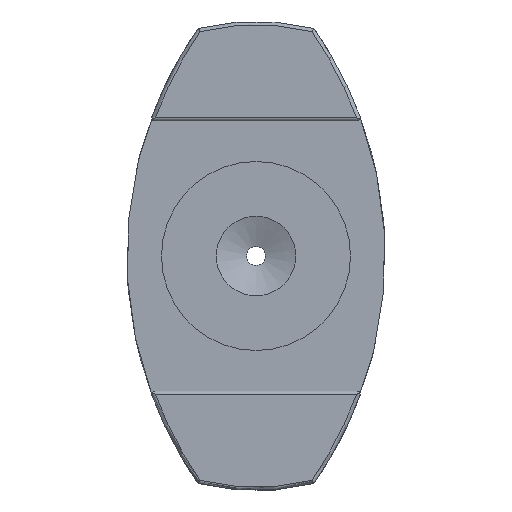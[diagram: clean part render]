
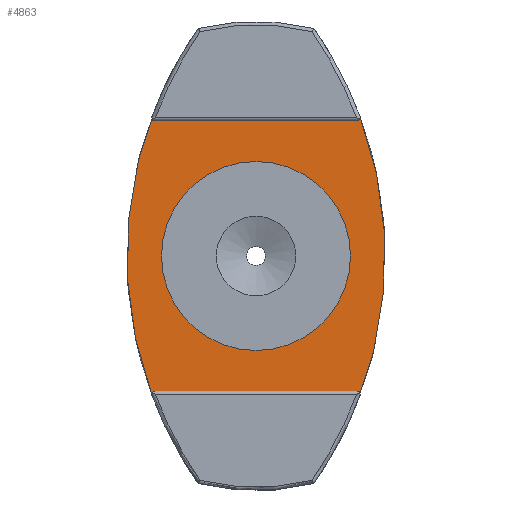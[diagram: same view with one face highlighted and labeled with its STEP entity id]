
A CAD part, left-side view. The second image highlights one B-rep face of the part: STEP entity #4863.
In plain terms, the highlighted planar face has unit normal (-1, 0, 0).
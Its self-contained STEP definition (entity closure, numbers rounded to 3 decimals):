
#431=LINE('',#7491,#887);
#439=LINE('',#7508,#895);
#441=LINE('',#7512,#897);
#449=LINE('',#7529,#905);
#887=VECTOR('',#5853,1000.);
#895=VECTOR('',#5863,1000.);
#897=VECTOR('',#5867,1000.);
#905=VECTOR('',#5877,1000.);
#1468=ORIENTED_EDGE('',*,*,#2927,.T.);
#1469=ORIENTED_EDGE('',*,*,#2912,.F.);
#1470=ORIENTED_EDGE('',*,*,#2928,.T.);
#1471=ORIENTED_EDGE('',*,*,#2860,.F.);
#1472=ORIENTED_EDGE('',*,*,#2929,.T.);
#1473=ORIENTED_EDGE('',*,*,#2904,.F.);
#1474=ORIENTED_EDGE('',*,*,#2930,.F.);
#1475=ORIENTED_EDGE('',*,*,#2922,.F.);
#1476=ORIENTED_EDGE('',*,*,#2931,.T.);
#1477=ORIENTED_EDGE('',*,*,#2870,.F.);
#1478=ORIENTED_EDGE('',*,*,#2932,.T.);
#1479=ORIENTED_EDGE('',*,*,#2914,.F.);
#1480=ORIENTED_EDGE('',*,*,#2933,.F.);
#2860=EDGE_CURVE('',#3597,#3598,#3902,.T.);
#2870=EDGE_CURVE('',#3607,#3608,#3906,.T.);
#2904=EDGE_CURVE('',#3637,#3638,#431,.T.);
#2912=EDGE_CURVE('',#3644,#3645,#439,.T.);
#2914=EDGE_CURVE('',#3646,#3647,#441,.T.);
#2922=EDGE_CURVE('',#3653,#3654,#449,.T.);
#2927=EDGE_CURVE('',#3656,#3656,#3932,.T.);
#2928=EDGE_CURVE('',#3644,#3598,#3933,.T.);
#2929=EDGE_CURVE('',#3597,#3638,#3934,.T.);
#2930=EDGE_CURVE('',#3654,#3637,#3935,.T.);
#2931=EDGE_CURVE('',#3653,#3608,#3936,.T.);
#2932=EDGE_CURVE('',#3607,#3647,#3937,.T.);
#2933=EDGE_CURVE('',#3645,#3646,#3938,.T.);
#3597=VERTEX_POINT('',#7392);
#3598=VERTEX_POINT('',#7394);
#3607=VERTEX_POINT('',#7413);
#3608=VERTEX_POINT('',#7415);
#3637=VERTEX_POINT('',#7492);
#3638=VERTEX_POINT('',#7493);
#3644=VERTEX_POINT('',#7507);
#3645=VERTEX_POINT('',#7509);
#3646=VERTEX_POINT('',#7513);
#3647=VERTEX_POINT('',#7514);
#3653=VERTEX_POINT('',#7528);
#3654=VERTEX_POINT('',#7530);
#3656=VERTEX_POINT('',#7539);
#3902=CIRCLE('',#5174,34.);
#3906=CIRCLE('',#5180,34.);
#3932=CIRCLE('',#5226,8.05);
#3933=CIRCLE('',#5227,0.3);
#3934=CIRCLE('',#5228,0.3);
#3935=CIRCLE('',#5229,9.);
#3936=CIRCLE('',#5230,0.3);
#3937=CIRCLE('',#5231,0.3);
#3938=CIRCLE('',#5232,9.);
#4065=EDGE_LOOP('',(#1468));
#4066=EDGE_LOOP('',(#1469,#1470,#1471,#1472,#1473,#1474,#1475,#1476,#1477,
#1478,#1479,#1480));
#4391=FACE_BOUND('',#4065,.T.);
#4392=FACE_BOUND('',#4066,.T.);
#4686=PLANE('',#5225);
#4863=ADVANCED_FACE('',(#4391,#4392),#4686,.F.);
#5174=AXIS2_PLACEMENT_3D('',#7393,#5749,#5750);
#5180=AXIS2_PLACEMENT_3D('',#7414,#5766,#5767);
#5225=AXIS2_PLACEMENT_3D('',#7537,#5886,#5887);
#5226=AXIS2_PLACEMENT_3D('',#7538,#5888,#5889);
#5227=AXIS2_PLACEMENT_3D('',#7540,#5890,#5891);
#5228=AXIS2_PLACEMENT_3D('',#7541,#5892,#5893);
#5229=AXIS2_PLACEMENT_3D('',#7542,#5894,#5895);
#5230=AXIS2_PLACEMENT_3D('',#7543,#5896,#5897);
#5231=AXIS2_PLACEMENT_3D('',#7544,#5898,#5899);
#5232=AXIS2_PLACEMENT_3D('',#7545,#5900,#5901);
#5749=DIRECTION('',(1.,0.,0.));
#5750=DIRECTION('',(0.,1.,0.));
#5766=DIRECTION('',(1.,0.,0.));
#5767=DIRECTION('',(0.,1.,0.));
#5853=DIRECTION('',(0.,-1.,0.));
#5863=DIRECTION('',(0.,1.,0.));
#5867=DIRECTION('',(0.,1.,0.));
#5877=DIRECTION('',(0.,-1.,0.));
#5886=DIRECTION('',(1.,0.,0.));
#5887=DIRECTION('',(0.,1.,0.));
#5888=DIRECTION('',(1.,0.,0.));
#5889=DIRECTION('',(0.,0.,1.));
#5890=DIRECTION('',(1.,0.,0.));
#5891=DIRECTION('',(0.,1.,0.));
#5892=DIRECTION('',(1.,0.,0.));
#5893=DIRECTION('',(0.,1.,0.));
#5894=DIRECTION('',(1.,0.,0.));
#5895=DIRECTION('',(0.,1.,0.));
#5896=DIRECTION('',(1.,0.,0.));
#5897=DIRECTION('',(0.,1.,0.));
#5898=DIRECTION('',(1.,0.,0.));
#5899=DIRECTION('',(0.,1.,0.));
#5900=DIRECTION('',(1.,0.,0.));
#5901=DIRECTION('',(0.,1.,0.));
#7392=CARTESIAN_POINT('',(-4.,-8.848,11.905));
#7393=CARTESIAN_POINT('',(-4.,23.,0.));
#7394=CARTESIAN_POINT('',(-4.,-6.178,-17.454));
#7413=CARTESIAN_POINT('',(-4.,8.848,-11.905));
#7414=CARTESIAN_POINT('',(-4.,-23.,0.));
#7415=CARTESIAN_POINT('',(-4.,6.178,17.454));
#7491=CARTESIAN_POINT('',(-4.,-8.292,11.5));
#7492=CARTESIAN_POINT('',(-4.,-8.292,11.5));
#7493=CARTESIAN_POINT('',(-4.,-8.567,11.5));
#7507=CARTESIAN_POINT('',(-4.,-5.921,-17.));
#7508=CARTESIAN_POINT('',(-4.,0.,-17.));
#7509=CARTESIAN_POINT('',(-4.,0.,-17.));
#7512=CARTESIAN_POINT('',(-4.,8.292,-11.5));
#7513=CARTESIAN_POINT('',(-4.,8.292,-11.5));
#7514=CARTESIAN_POINT('',(-4.,8.567,-11.5));
#7528=CARTESIAN_POINT('',(-4.,5.921,17.));
#7529=CARTESIAN_POINT('',(-4.,0.,17.));
#7530=CARTESIAN_POINT('',(-4.,0.,17.));
#7537=CARTESIAN_POINT('',(-4.,0.,-8.));
#7538=CARTESIAN_POINT('',(-4.,0.,0.));
#7539=CARTESIAN_POINT('',(-4.,0.,8.05));
#7540=CARTESIAN_POINT('',(-4.,-5.921,-17.3));
#7541=CARTESIAN_POINT('',(-4.,-8.567,11.8));
#7542=CARTESIAN_POINT('',(-4.,0.,8.));
#7543=CARTESIAN_POINT('',(-4.,5.921,17.3));
#7544=CARTESIAN_POINT('',(-4.,8.567,-11.8));
#7545=CARTESIAN_POINT('',(-4.,0.,-8.));
